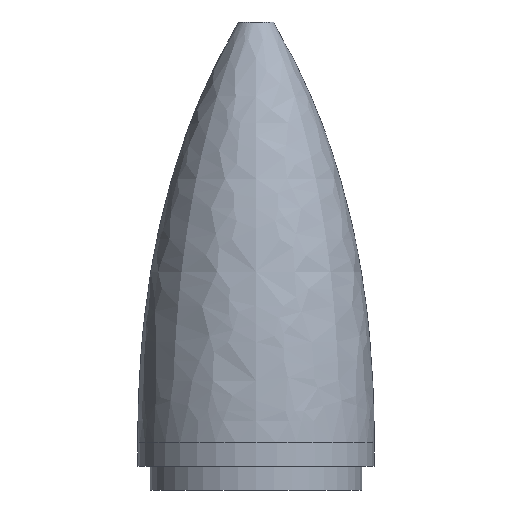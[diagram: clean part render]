
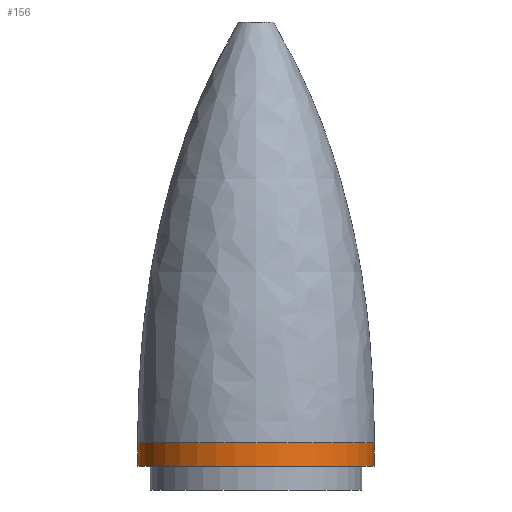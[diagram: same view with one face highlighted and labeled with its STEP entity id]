
A CAD part, front view. The second image highlights one B-rep face of the part: STEP entity #156.
In plain terms, the highlighted cylindrical face has radius 10 mm (diameter 20 mm), a full revolution.
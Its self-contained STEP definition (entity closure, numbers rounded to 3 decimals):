
#35=FACE_OUTER_BOUND('',#47,.T.);
#47=EDGE_LOOP('',(#135,#136,#137,#138,#139));
#56=LINE('',#460,#62);
#62=VECTOR('',#234,10.);
#69=CIRCLE('',#183,10.);
#70=CIRCLE('',#184,10.);
#72=CIRCLE('',#188,10.);
#82=VERTEX_POINT('',#438);
#83=VERTEX_POINT('',#449);
#85=VERTEX_POINT('',#457);
#99=EDGE_CURVE('',#82,#83,#69,.T.);
#100=EDGE_CURVE('',#83,#82,#70,.T.);
#103=EDGE_CURVE('',#85,#85,#72,.T.);
#104=EDGE_CURVE('',#83,#85,#56,.T.);
#135=ORIENTED_EDGE('',*,*,#99,.F.);
#136=ORIENTED_EDGE('',*,*,#100,.F.);
#137=ORIENTED_EDGE('',*,*,#104,.T.);
#138=ORIENTED_EDGE('',*,*,#103,.T.);
#139=ORIENTED_EDGE('',*,*,#104,.F.);
#147=CYLINDRICAL_SURFACE('',#189,10.);
#156=ADVANCED_FACE('',(#35),#147,.T.);
#183=AXIS2_PLACEMENT_3D('',#450,#219,#220);
#184=AXIS2_PLACEMENT_3D('',#451,#221,#222);
#188=AXIS2_PLACEMENT_3D('',#458,#230,#231);
#189=AXIS2_PLACEMENT_3D('',#459,#232,#233);
#219=DIRECTION('center_axis',(0.,0.,1.));
#220=DIRECTION('ref_axis',(1.,0.,0.));
#221=DIRECTION('center_axis',(0.,0.,1.));
#222=DIRECTION('ref_axis',(1.,0.,0.));
#230=DIRECTION('center_axis',(0.,0.,1.));
#231=DIRECTION('ref_axis',(1.,0.,0.));
#232=DIRECTION('center_axis',(0.,0.,1.));
#233=DIRECTION('ref_axis',(1.,0.,0.));
#234=DIRECTION('',(0.,0.,-1.));
#438=CARTESIAN_POINT('',(0.,10.,185.));
#449=CARTESIAN_POINT('',(-10.,0.,185.));
#450=CARTESIAN_POINT('Origin',(0.,0.,185.));
#451=CARTESIAN_POINT('Origin',(0.,0.,185.));
#457=CARTESIAN_POINT('',(-10.,0.,183.));
#458=CARTESIAN_POINT('Origin',(0.,0.,183.));
#459=CARTESIAN_POINT('Origin',(0.,0.,183.));
#460=CARTESIAN_POINT('',(-10.,0.,183.));
